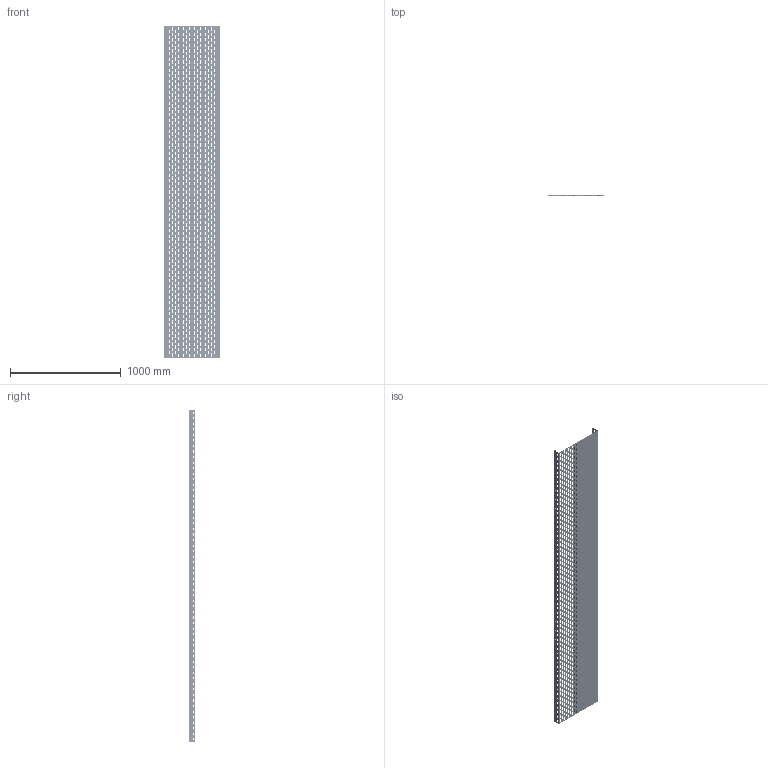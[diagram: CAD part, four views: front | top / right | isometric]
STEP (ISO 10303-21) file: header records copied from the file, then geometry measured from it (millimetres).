
FILE_DESCRIPTION (( 'STEP AP214' ), '1' );
FILE_NAME ('6048922.stp', '2018-10-02T12:21:15', ( '' ), ( '' ), 'SwSTEP 2.0', 'SolidWorks 2018', '' );
FILE_SCHEMA (( 'AUTOMOTIVE_DESIGN' ));
Products named in the file (1): 6048922
Bounding box: 500 x 59.8 x 3000 mm (x, y, z)
Volume: 1500739 mm3; surface area: 3425185.4 mm2
Topology: 1 solids, 1 shells, 6649 faces, 19925 edges, 13278 vertices
Faces by surface type: cylinder 3877, plane 2772
Entity records: 232503 total; most frequent: DIRECTION 40979, CARTESIAN_POINT 39853, ORIENTED_EDGE 39850, EDGE_CURVE 19925, AXIS2_PLACEMENT_3D 14404, VERTEX_POINT 13278, VECTOR 12171, LINE 12171
